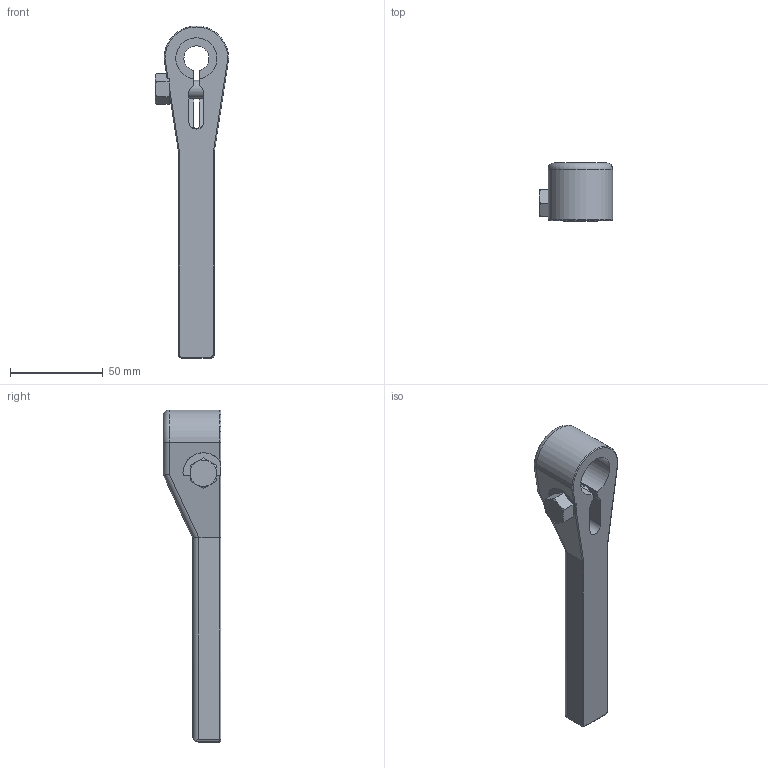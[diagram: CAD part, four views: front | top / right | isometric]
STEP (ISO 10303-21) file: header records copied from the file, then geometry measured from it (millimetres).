
FILE_DESCRIPTION((''),'2;1');
FILE_NAME('ILC91521302','2020-02-03T',('npeters'),(''),'PRO/ENGINEER BY PARAMETRIC TECHNOLOGY CORPORATION, 2013320','PRO/ENGINEER BY PARAMETRIC TECHNOLOGY CORPORATION, 2013320','');
FILE_SCHEMA(('AUTOMOTIVE_DESIGN { 1 0 10303 214 1 1 1 1 }'));
Length unit declared in the file: inch
Products named in the file (1): ILC91521302
Bounding box: 39.67 x 31.11 x 179.27 mm (x, y, z)
Volume: 69166.5 mm3; surface area: 19884.8 mm2
Topology: 1 solids, 1 shells, 68 faces, 185 edges, 117 vertices
Faces by surface type: cylinder 32, plane 26, cone 6, torus 4
Entity records: 3136 total; most frequent: CARTESIAN_POINT 675, ORIENTED_EDGE 370, DIRECTION 309, PRESENTATION_STYLE_ASSIGNMENT 201, STYLED_ITEM 186, CURVE_STYLE 185, EDGE_CURVE 185, VERTEX_POINT 117
